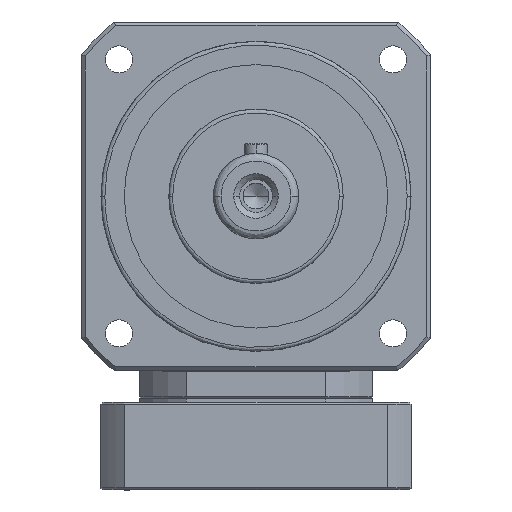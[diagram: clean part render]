
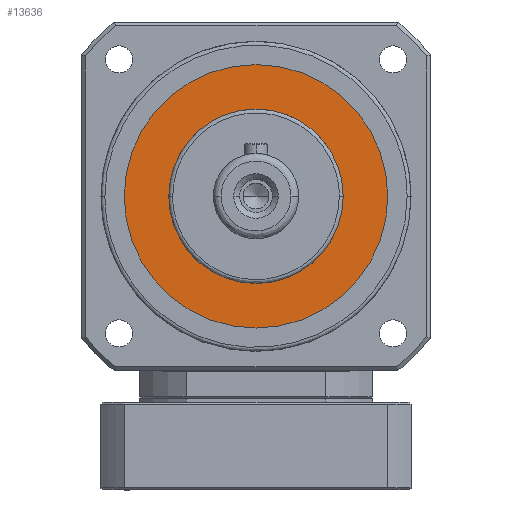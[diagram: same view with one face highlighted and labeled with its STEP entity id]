
A CAD part, top view. The second image highlights one B-rep face of the part: STEP entity #13636.
In plain terms, the highlighted planar face has unit normal (0, 0, 1).
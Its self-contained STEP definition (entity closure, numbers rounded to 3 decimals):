
#172 = FACE_OUTER_BOUND ( 'NONE', #2594, .T. ) ;
#1777 = CARTESIAN_POINT ( 'NONE',  ( 0., 0., 109.49 ) ) ;
#2594 = EDGE_LOOP ( 'NONE', ( #23049, #15604 ) ) ;
#2707 = CARTESIAN_POINT ( 'NONE',  ( 22.5, 0., 109.49 ) ) ;
#2897 = CIRCLE ( 'NONE', #19575, 22.5 ) ;
#3315 = EDGE_LOOP ( 'NONE', ( #15652, #12402 ) ) ;
#3603 = AXIS2_PLACEMENT_3D ( 'NONE', #10162, #24914, #12360 ) ;
#4022 = DIRECTION ( 'NONE',  ( -1., 0., 0. ) ) ;
#5571 = CARTESIAN_POINT ( 'NONE',  ( -22.5, 0., 109.49 ) ) ;
#6105 = CARTESIAN_POINT ( 'NONE',  ( 34., 0., 109.49 ) ) ;
#6162 = CIRCLE ( 'NONE', #12314, 22.5 ) ;
#6228 = DIRECTION ( 'NONE',  ( 0., 0., -1. ) ) ;
#8156 = AXIS2_PLACEMENT_3D ( 'NONE', #8474, #23300, #10623 ) ;
#8380 = PLANE ( 'NONE',  #8156 ) ;
#8474 = CARTESIAN_POINT ( 'NONE',  ( 0., 0., 109.49 ) ) ;
#8501 = EDGE_CURVE ( 'NONE', #16739, #11638, #19180, .T. ) ;
#10162 = CARTESIAN_POINT ( 'NONE',  ( 0., 0., 109.49 ) ) ;
#10623 = DIRECTION ( 'NONE',  ( 1., 0., 0. ) ) ;
#10764 = EDGE_CURVE ( 'NONE', #14029, #17534, #6162, .T. ) ;
#11019 = FACE_BOUND ( 'NONE', #3315, .T. ) ;
#11638 = VERTEX_POINT ( 'NONE', #19989 ) ;
#11711 = DIRECTION ( 'NONE',  ( 0., 0., 1. ) ) ;
#12314 = AXIS2_PLACEMENT_3D ( 'NONE', #18997, #6228, #21124 ) ;
#12360 = DIRECTION ( 'NONE',  ( -1., 0., 0. ) ) ;
#12402 = ORIENTED_EDGE ( 'NONE', *, *, #19945, .T. ) ;
#13636 = ADVANCED_FACE ( 'NONE', ( #11019, #172 ), #8380, .T. ) ;
#14029 = VERTEX_POINT ( 'NONE', #5571 ) ;
#15604 = ORIENTED_EDGE ( 'NONE', *, *, #8501, .T. ) ;
#15652 = ORIENTED_EDGE ( 'NONE', *, *, #10764, .T. ) ;
#16739 = VERTEX_POINT ( 'NONE', #6105 ) ;
#16779 = DIRECTION ( 'NONE',  ( 0., 0., -1. ) ) ;
#17534 = VERTEX_POINT ( 'NONE', #2707 ) ;
#17724 = AXIS2_PLACEMENT_3D ( 'NONE', #24304, #11711, #26363 ) ;
#18997 = CARTESIAN_POINT ( 'NONE',  ( 0., 0., 109.49 ) ) ;
#19180 = CIRCLE ( 'NONE', #3603, 34. ) ;
#19575 = AXIS2_PLACEMENT_3D ( 'NONE', #1777, #16779, #4022 ) ;
#19945 = EDGE_CURVE ( 'NONE', #17534, #14029, #2897, .T. ) ;
#19989 = CARTESIAN_POINT ( 'NONE',  ( -34., 0., 109.49 ) ) ;
#21124 = DIRECTION ( 'NONE',  ( -1., 0., 0. ) ) ;
#23015 = EDGE_CURVE ( 'NONE', #11638, #16739, #24061, .T. ) ;
#23049 = ORIENTED_EDGE ( 'NONE', *, *, #23015, .T. ) ;
#23300 = DIRECTION ( 'NONE',  ( 0., 0., 1. ) ) ;
#24061 = CIRCLE ( 'NONE', #17724, 34. ) ;
#24304 = CARTESIAN_POINT ( 'NONE',  ( 0., 0., 109.49 ) ) ;
#24914 = DIRECTION ( 'NONE',  ( 0., 0., 1. ) ) ;
#26363 = DIRECTION ( 'NONE',  ( -1., 0., 0. ) ) ;
